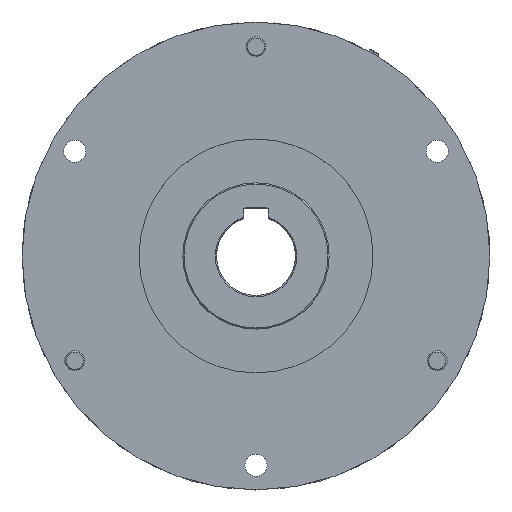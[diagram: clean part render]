
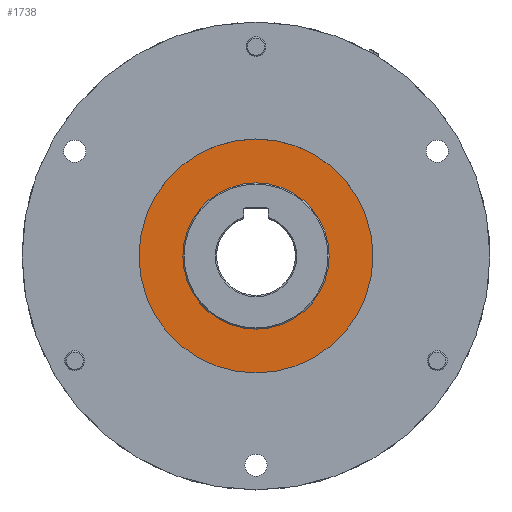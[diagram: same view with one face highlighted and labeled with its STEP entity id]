
A CAD part, top view. The second image highlights one B-rep face of the part: STEP entity #1738.
In plain terms, the highlighted planar face has unit normal (0, 0, 1).
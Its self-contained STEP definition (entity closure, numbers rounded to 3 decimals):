
#1208 = EDGE_CURVE ( 'NONE', #1210, #1276, #4763, .T. ) ;
#1210 = VERTEX_POINT ( 'NONE', #4754 ) ;
#1276 = VERTEX_POINT ( 'NONE', #4886 ) ;
#1728 = EDGE_CURVE ( 'NONE', #1276, #1210, #5632, .T. ) ;
#1735 = EDGE_CURVE ( 'NONE', #2425, #2427, #5686, .T. ) ;
#1736 = ORIENTED_EDGE ( 'NONE', *, *, #1208, .T. ) ;
#1738 = ADVANCED_FACE ( 'NONE', ( #5681, #5680 ), #5679, .T. ) ;
#1739 = ORIENTED_EDGE ( 'NONE', *, *, #1735, .T. ) ;
#1740 = EDGE_LOOP ( 'NONE', ( #1741, #1736 ) ) ;
#1741 = ORIENTED_EDGE ( 'NONE', *, *, #1728, .T. ) ;
#1744 = ORIENTED_EDGE ( 'NONE', *, *, #2423, .T. ) ;
#1752 = EDGE_LOOP ( 'NONE', ( #1744, #1739 ) ) ;
#2423 = EDGE_CURVE ( 'NONE', #2427, #2425, #7178, .T. ) ;
#2425 = VERTEX_POINT ( 'NONE', #7170 ) ;
#2427 = VERTEX_POINT ( 'NONE', #7166 ) ;
#4754 = CARTESIAN_POINT ( 'NONE',  ( -47.5, 0., 74.1 ) ) ;
#4756 = DIRECTION ( 'NONE',  ( 1., 0., 0. ) ) ;
#4757 = DIRECTION ( 'NONE',  ( 0., 0., 1. ) ) ;
#4758 = CARTESIAN_POINT ( 'NONE',  ( 0., 0., 74.1 ) ) ;
#4759 = AXIS2_PLACEMENT_3D ( 'NONE', #4758, #4757, #4756 ) ;
#4763 = CIRCLE ( 'NONE', #4759, 47.5 ) ;
#4886 = CARTESIAN_POINT ( 'NONE',  ( 47.5, 0., 74.1 ) ) ;
#5625 = DIRECTION ( 'NONE',  ( 1., 0., 0. ) ) ;
#5626 = DIRECTION ( 'NONE',  ( 0., 0., 1. ) ) ;
#5627 = CARTESIAN_POINT ( 'NONE',  ( 0., 0., 74.1 ) ) ;
#5628 = AXIS2_PLACEMENT_3D ( 'NONE', #5627, #5626, #5625 ) ;
#5632 = CIRCLE ( 'NONE', #5628, 47.5 ) ;
#5674 = DIRECTION ( 'NONE',  ( 1., 0., 0. ) ) ;
#5675 = DIRECTION ( 'NONE',  ( 0., 0., 1. ) ) ;
#5676 = CARTESIAN_POINT ( 'NONE',  ( 0., 0., 74.1 ) ) ;
#5678 = AXIS2_PLACEMENT_3D ( 'NONE', #5676, #5675, #5674 ) ;
#5679 = PLANE ( 'NONE',  #5678 ) ;
#5680 = FACE_OUTER_BOUND ( 'NONE', #1740, .T. ) ;
#5681 = FACE_BOUND ( 'NONE', #1752, .T. ) ;
#5682 = DIRECTION ( 'NONE',  ( -1., 0., 0. ) ) ;
#5683 = DIRECTION ( 'NONE',  ( 0., 0., -1. ) ) ;
#5684 = CARTESIAN_POINT ( 'NONE',  ( 0., 0., 74.1 ) ) ;
#5685 = AXIS2_PLACEMENT_3D ( 'NONE', #5684, #5683, #5682 ) ;
#5686 = CIRCLE ( 'NONE', #5685, 29.7 ) ;
#7166 = CARTESIAN_POINT ( 'NONE',  ( -29.7, 0., 74.1 ) ) ;
#7170 = CARTESIAN_POINT ( 'NONE',  ( 29.7, 0., 74.1 ) ) ;
#7174 = DIRECTION ( 'NONE',  ( -1., 0., 0. ) ) ;
#7175 = DIRECTION ( 'NONE',  ( 0., 0., -1. ) ) ;
#7176 = CARTESIAN_POINT ( 'NONE',  ( 0., 0., 74.1 ) ) ;
#7177 = AXIS2_PLACEMENT_3D ( 'NONE', #7176, #7175, #7174 ) ;
#7178 = CIRCLE ( 'NONE', #7177, 29.7 ) ;
